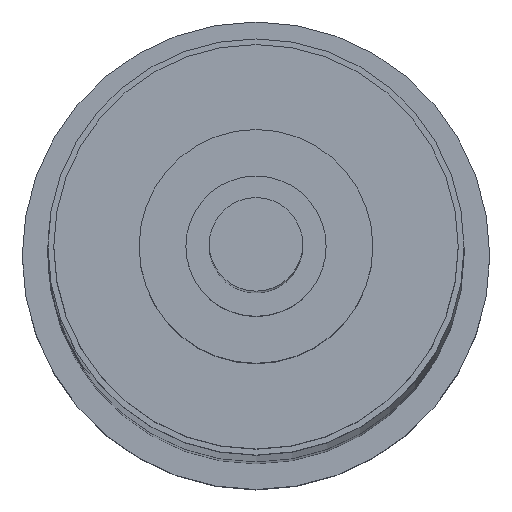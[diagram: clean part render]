
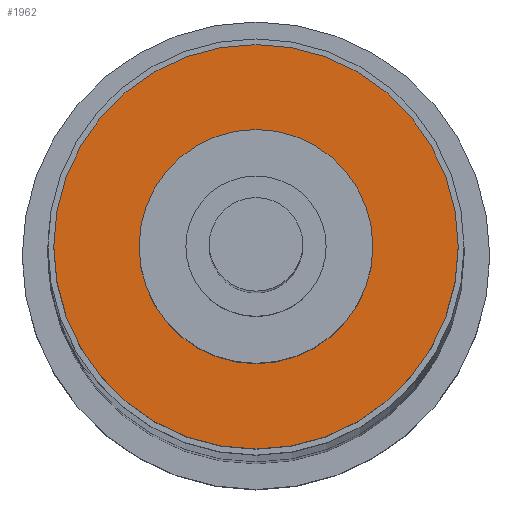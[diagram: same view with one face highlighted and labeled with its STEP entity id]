
A CAD part, top view. The second image highlights one B-rep face of the part: STEP entity #1962.
In plain terms, the highlighted planar face has unit normal (0, 0, 1).
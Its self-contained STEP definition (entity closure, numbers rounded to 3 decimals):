
#435 = CARTESIAN_POINT ( 'NONE',  ( -0.865, 0., 23. ) ) ;
#440 = CARTESIAN_POINT ( 'NONE',  ( 0.5, 0., 23. ) ) ;
#443 = CARTESIAN_POINT ( 'NONE',  ( -0.5, 0., 23. ) ) ;
#447 = CARTESIAN_POINT ( 'NONE',  ( 0.865, 0., 23. ) ) ;
#1278 = CARTESIAN_POINT ( 'NONE',  ( 0., 0., 23. ) ) ;
#1279 = DIRECTION ( 'NONE',  ( 0., 0., 1. ) ) ;
#1280 = DIRECTION ( 'NONE',  ( 1., 0., 0. ) ) ;
#1281 = CARTESIAN_POINT ( 'NONE',  ( 0., 0., 23. ) ) ;
#1282 = DIRECTION ( 'NONE',  ( 0., 0., 1. ) ) ;
#1283 = DIRECTION ( 'NONE',  ( 1., 0., 0. ) ) ;
#1663 = CARTESIAN_POINT ( 'NONE',  ( 0., 0., 23. ) ) ;
#1664 = DIRECTION ( 'NONE',  ( 0., 0., 1. ) ) ;
#1665 = DIRECTION ( 'NONE',  ( 1., 0., 0. ) ) ;
#1670 = CARTESIAN_POINT ( 'NONE',  ( 0., 0., 23. ) ) ;
#1671 = DIRECTION ( 'NONE',  ( 0., 0., 1. ) ) ;
#1672 = DIRECTION ( 'NONE',  ( 1., 0., 0. ) ) ;
#1962 = ADVANCED_FACE ( 'NONE', ( #6929, #6936 ), #7950, .F. ) ;
#2755 = VERTEX_POINT ( 'NONE', #435 ) ;
#2759 = VERTEX_POINT ( 'NONE', #440 ) ;
#2762 = VERTEX_POINT ( 'NONE', #443 ) ;
#2766 = VERTEX_POINT ( 'NONE', #447 ) ;
#2891 = ORIENTED_EDGE ( 'NONE', *, *, #5886, .F. ) ;
#2892 = ORIENTED_EDGE ( 'NONE', *, *, #4270, .F. ) ;
#2893 = ORIENTED_EDGE ( 'NONE', *, *, #5891, .T. ) ;
#2894 = ORIENTED_EDGE ( 'NONE', *, *, #4271, .T. ) ;
#4270 = EDGE_CURVE ( 'NONE', #2762, #2759, #7494, .T. ) ;
#4271 = EDGE_CURVE ( 'NONE', #2755, #2766, #7495, .T. ) ;
#5801 = EDGE_LOOP ( 'NONE', ( #2893, #2894 ) ) ;
#5807 = EDGE_LOOP ( 'NONE', ( #2891, #2892 ) ) ;
#5886 = EDGE_CURVE ( 'NONE', #2759, #2762, #7717, .T. ) ;
#5891 = EDGE_CURVE ( 'NONE', #2766, #2755, #7722, .T. ) ;
#6026 = AXIS2_PLACEMENT_3D ( 'NONE', #8089, #8243, #8242 ) ;
#6139 = AXIS2_PLACEMENT_3D ( 'NONE', #1278, #1279, #1280 ) ;
#6140 = AXIS2_PLACEMENT_3D ( 'NONE', #1281, #1282, #1283 ) ;
#6227 = AXIS2_PLACEMENT_3D ( 'NONE', #1663, #1664, #1665 ) ;
#6228 = AXIS2_PLACEMENT_3D ( 'NONE', #1670, #1671, #1672 ) ;
#6929 = FACE_BOUND ( 'NONE', #5807, .T. ) ;
#6936 = FACE_OUTER_BOUND ( 'NONE', #5801, .T. ) ;
#7494 = CIRCLE ( 'NONE', #6139, 0.5 ) ;
#7495 = CIRCLE ( 'NONE', #6140, 0.865 ) ;
#7717 = CIRCLE ( 'NONE', #6227, 0.5 ) ;
#7722 = CIRCLE ( 'NONE', #6228, 0.865 ) ;
#7950 = PLANE ( 'NONE',  #6026 ) ;
#8089 = CARTESIAN_POINT ( 'NONE',  ( 0., 0.865, 23. ) ) ;
#8242 = DIRECTION ( 'NONE',  ( -1., 0., 0. ) ) ;
#8243 = DIRECTION ( 'NONE',  ( 0., 0., -1. ) ) ;
